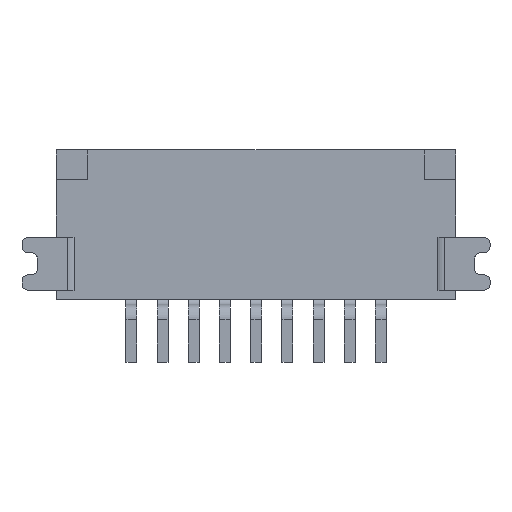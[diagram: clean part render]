
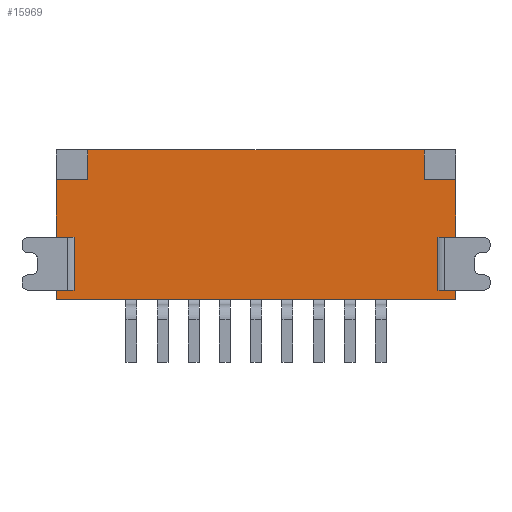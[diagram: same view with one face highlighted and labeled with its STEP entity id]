
A CAD part, top view. The second image highlights one B-rep face of the part: STEP entity #15969.
In plain terms, the highlighted planar face has unit normal (0, 0, 1).
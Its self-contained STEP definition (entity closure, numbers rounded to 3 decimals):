
#66 = LINE ( 'NONE', #18611, #3787 ) ;
#724 = CARTESIAN_POINT ( 'NONE',  ( 2., -2.4, -0.1 ) ) ;
#865 = FACE_OUTER_BOUND ( 'NONE', #10145, .T. ) ;
#873 = ORIENTED_EDGE ( 'NONE', *, *, #21121, .F. ) ;
#900 = CARTESIAN_POINT ( 'NONE',  ( -16.332, -4.5, -0.1 ) ) ;
#959 = CARTESIAN_POINT ( 'NONE',  ( -13.89, 0., -0.1 ) ) ;
#1004 = LINE ( 'NONE', #24097, #6538 ) ;
#1159 = VECTOR ( 'NONE', #11143, 1000. ) ;
#1163 = DIRECTION ( 'NONE',  ( 0., -1., 0. ) ) ;
#1192 = DIRECTION ( 'NONE',  ( 1., 0., 0. ) ) ;
#1257 = VECTOR ( 'NONE', #1633, 1000. ) ;
#1527 = ORIENTED_EDGE ( 'NONE', *, *, #23274, .F. ) ;
#1606 = EDGE_CURVE ( 'NONE', #17880, #15126, #10472, .T. ) ;
#1633 = DIRECTION ( 'NONE',  ( 0., -1., 0. ) ) ;
#1910 = EDGE_CURVE ( 'NONE', #18448, #26565, #5601, .T. ) ;
#2514 = CARTESIAN_POINT ( 'NONE',  ( -16.332, -4.5, -0.1 ) ) ;
#2673 = CARTESIAN_POINT ( 'NONE',  ( -4.668, -2.8, -0.1 ) ) ;
#3249 = EDGE_CURVE ( 'NONE', #9061, #12159, #66, .T. ) ;
#3454 = CARTESIAN_POINT ( 'NONE',  ( -4.668, -2.8, -0.1 ) ) ;
#3576 = LINE ( 'NONE', #7761, #10231 ) ;
#3787 = VECTOR ( 'NONE', #10447, 1000. ) ;
#4016 = ORIENTED_EDGE ( 'NONE', *, *, #25377, .F. ) ;
#4126 = DIRECTION ( 'NONE',  ( 0., -1., 0. ) ) ;
#4228 = CARTESIAN_POINT ( 'NONE',  ( -16.9, -0.95, -0.1 ) ) ;
#4401 = DIRECTION ( 'NONE',  ( -1., 0., 0. ) ) ;
#4448 = EDGE_CURVE ( 'NONE', #16556, #18448, #21639, .T. ) ;
#4593 = ORIENTED_EDGE ( 'NONE', *, *, #15512, .T. ) ;
#5038 = ORIENTED_EDGE ( 'NONE', *, *, #18224, .T. ) ;
#5068 = ORIENTED_EDGE ( 'NONE', *, *, #9928, .F. ) ;
#5245 = CARTESIAN_POINT ( 'NONE',  ( -4.668, -4.5, -0.1 ) ) ;
#5508 = LINE ( 'NONE', #959, #14746 ) ;
#5601 = LINE ( 'NONE', #11840, #14390 ) ;
#5693 = CARTESIAN_POINT ( 'NONE',  ( -16.9, -0.95, -0.1 ) ) ;
#5716 = EDGE_CURVE ( 'NONE', #9482, #15126, #12173, .T. ) ;
#6538 = VECTOR ( 'NONE', #22016, 1000. ) ;
#6581 = AXIS2_PLACEMENT_3D ( 'NONE', #724, #17216, #9164 ) ;
#6667 = VECTOR ( 'NONE', #4126, 1000. ) ;
#6828 = CARTESIAN_POINT ( 'NONE',  ( -15.89, 0., -0.1 ) ) ;
#7227 = VECTOR ( 'NONE', #12708, 1000. ) ;
#7378 = VERTEX_POINT ( 'NONE', #17197 ) ;
#7755 = LINE ( 'NONE', #13989, #22945 ) ;
#7761 = CARTESIAN_POINT ( 'NONE',  ( -16.9, -4.8, -0.1 ) ) ;
#7851 = DIRECTION ( 'NONE',  ( -1., 0., 0. ) ) ;
#8324 = LINE ( 'NONE', #3454, #24249 ) ;
#8375 = CARTESIAN_POINT ( 'NONE',  ( -4.1, -2.8, -0.1 ) ) ;
#8418 = VERTEX_POINT ( 'NONE', #6828 ) ;
#8657 = VERTEX_POINT ( 'NONE', #14139 ) ;
#9008 = VECTOR ( 'NONE', #22816, 1000. ) ;
#9045 = LINE ( 'NONE', #11271, #7227 ) ;
#9061 = VERTEX_POINT ( 'NONE', #22804 ) ;
#9118 = EDGE_CURVE ( 'NONE', #21804, #8657, #10923, .T. ) ;
#9164 = DIRECTION ( 'NONE',  ( 1., 0., 0. ) ) ;
#9482 = VERTEX_POINT ( 'NONE', #5693 ) ;
#9534 = CARTESIAN_POINT ( 'NONE',  ( -4.1, -4.8, -0.1 ) ) ;
#9928 = EDGE_CURVE ( 'NONE', #13804, #9061, #21163, .T. ) ;
#9945 = LINE ( 'NONE', #18518, #1257 ) ;
#9964 = CARTESIAN_POINT ( 'NONE',  ( 18.9, -4.8, -0.1 ) ) ;
#10145 = EDGE_LOOP ( 'NONE', ( #1527, #4593, #16116, #12435, #12753, #13869, #24985, #873, #4016, #23171, #21648, #12901, #5038, #22596, #11514, #5068 ) ) ;
#10231 = VECTOR ( 'NONE', #26837, 1000. ) ;
#10447 = DIRECTION ( 'NONE',  ( 1., 0., 0. ) ) ;
#10472 = LINE ( 'NONE', #16426, #20982 ) ;
#10527 = CARTESIAN_POINT ( 'NONE',  ( -16.9, -2.8, -0.1 ) ) ;
#10855 = PLANE ( 'NONE',  #6581 ) ;
#10923 = LINE ( 'NONE', #900, #20299 ) ;
#11143 = DIRECTION ( 'NONE',  ( 0., -1., 0. ) ) ;
#11247 = VECTOR ( 'NONE', #1163, 1000. ) ;
#11271 = CARTESIAN_POINT ( 'NONE',  ( -16.332, -4.5, -0.1 ) ) ;
#11514 = ORIENTED_EDGE ( 'NONE', *, *, #3249, .F. ) ;
#11643 = CARTESIAN_POINT ( 'NONE',  ( -5.11, 0., -0.1 ) ) ;
#11840 = CARTESIAN_POINT ( 'NONE',  ( -4.668, -4.5, -0.1 ) ) ;
#11909 = LINE ( 'NONE', #9964, #9008 ) ;
#12159 = VERTEX_POINT ( 'NONE', #21365 ) ;
#12173 = LINE ( 'NONE', #4228, #22660 ) ;
#12307 = CARTESIAN_POINT ( 'NONE',  ( -5.11, 0., -0.1 ) ) ;
#12425 = CARTESIAN_POINT ( 'NONE',  ( -16.9, -4.8, -0.1 ) ) ;
#12435 = ORIENTED_EDGE ( 'NONE', *, *, #5716, .T. ) ;
#12708 = DIRECTION ( 'NONE',  ( 0., 1., 0. ) ) ;
#12753 = ORIENTED_EDGE ( 'NONE', *, *, #1606, .F. ) ;
#12901 = ORIENTED_EDGE ( 'NONE', *, *, #4448, .F. ) ;
#13804 = VERTEX_POINT ( 'NONE', #11643 ) ;
#13869 = ORIENTED_EDGE ( 'NONE', *, *, #25866, .F. ) ;
#13927 = CARTESIAN_POINT ( 'NONE',  ( -16.332, -2.8, -0.1 ) ) ;
#13989 = CARTESIAN_POINT ( 'NONE',  ( -4.1, -4.8, -0.1 ) ) ;
#14139 = CARTESIAN_POINT ( 'NONE',  ( -16.9, -4.5, -0.1 ) ) ;
#14390 = VECTOR ( 'NONE', #1192, 1000. ) ;
#14746 = VECTOR ( 'NONE', #15621, 1000. ) ;
#14965 = EDGE_CURVE ( 'NONE', #7378, #9482, #1004, .T. ) ;
#15126 = VERTEX_POINT ( 'NONE', #10527 ) ;
#15512 = EDGE_CURVE ( 'NONE', #8418, #7378, #9945, .T. ) ;
#15621 = DIRECTION ( 'NONE',  ( 1., 0., 0. ) ) ;
#15969 = ADVANCED_FACE ( 'NONE', ( #865 ), #10855, .T. ) ;
#16116 = ORIENTED_EDGE ( 'NONE', *, *, #14965, .T. ) ;
#16426 = CARTESIAN_POINT ( 'NONE',  ( -16.332, -2.8, -0.1 ) ) ;
#16556 = VERTEX_POINT ( 'NONE', #25979 ) ;
#17192 = EDGE_CURVE ( 'NONE', #24276, #26565, #7755, .T. ) ;
#17197 = CARTESIAN_POINT ( 'NONE',  ( -15.89, -0.95, -0.1 ) ) ;
#17216 = DIRECTION ( 'NONE',  ( 0., 0., 1. ) ) ;
#17880 = VERTEX_POINT ( 'NONE', #13927 ) ;
#17905 = CARTESIAN_POINT ( 'NONE',  ( -4.1, -0.95, -0.1 ) ) ;
#18224 = EDGE_CURVE ( 'NONE', #16556, #21746, #8324, .T. ) ;
#18308 = LINE ( 'NONE', #17905, #11247 ) ;
#18448 = VERTEX_POINT ( 'NONE', #5245 ) ;
#18518 = CARTESIAN_POINT ( 'NONE',  ( -15.89, 0., -0.1 ) ) ;
#18611 = CARTESIAN_POINT ( 'NONE',  ( -5.11, -0.95, -0.1 ) ) ;
#20299 = VECTOR ( 'NONE', #4401, 1000. ) ;
#20898 = CARTESIAN_POINT ( 'NONE',  ( -4.1, -4.5, -0.1 ) ) ;
#20982 = VECTOR ( 'NONE', #7851, 1000. ) ;
#21121 = EDGE_CURVE ( 'NONE', #25879, #8657, #3576, .T. ) ;
#21163 = LINE ( 'NONE', #12307, #6667 ) ;
#21365 = CARTESIAN_POINT ( 'NONE',  ( -4.1, -0.95, -0.1 ) ) ;
#21639 = LINE ( 'NONE', #2673, #1159 ) ;
#21648 = ORIENTED_EDGE ( 'NONE', *, *, #1910, .F. ) ;
#21746 = VERTEX_POINT ( 'NONE', #8375 ) ;
#21804 = VERTEX_POINT ( 'NONE', #2514 ) ;
#22016 = DIRECTION ( 'NONE',  ( -1., 0., 0. ) ) ;
#22401 = DIRECTION ( 'NONE',  ( 0., 1., 0. ) ) ;
#22596 = ORIENTED_EDGE ( 'NONE', *, *, #26029, .F. ) ;
#22660 = VECTOR ( 'NONE', #24611, 1000. ) ;
#22804 = CARTESIAN_POINT ( 'NONE',  ( -5.11, -0.95, -0.1 ) ) ;
#22816 = DIRECTION ( 'NONE',  ( -1., 0., 0. ) ) ;
#22945 = VECTOR ( 'NONE', #22401, 1000. ) ;
#23171 = ORIENTED_EDGE ( 'NONE', *, *, #17192, .T. ) ;
#23274 = EDGE_CURVE ( 'NONE', #8418, #13804, #5508, .T. ) ;
#24097 = CARTESIAN_POINT ( 'NONE',  ( -15.89, -0.95, -0.1 ) ) ;
#24249 = VECTOR ( 'NONE', #24780, 1000. ) ;
#24276 = VERTEX_POINT ( 'NONE', #9534 ) ;
#24611 = DIRECTION ( 'NONE',  ( 0., -1., 0. ) ) ;
#24780 = DIRECTION ( 'NONE',  ( 1., 0., 0. ) ) ;
#24985 = ORIENTED_EDGE ( 'NONE', *, *, #9118, .T. ) ;
#25377 = EDGE_CURVE ( 'NONE', #24276, #25879, #11909, .T. ) ;
#25866 = EDGE_CURVE ( 'NONE', #21804, #17880, #9045, .T. ) ;
#25879 = VERTEX_POINT ( 'NONE', #12425 ) ;
#25979 = CARTESIAN_POINT ( 'NONE',  ( -4.668, -2.8, -0.1 ) ) ;
#26029 = EDGE_CURVE ( 'NONE', #12159, #21746, #18308, .T. ) ;
#26565 = VERTEX_POINT ( 'NONE', #20898 ) ;
#26837 = DIRECTION ( 'NONE',  ( 0., 1., 0. ) ) ;
